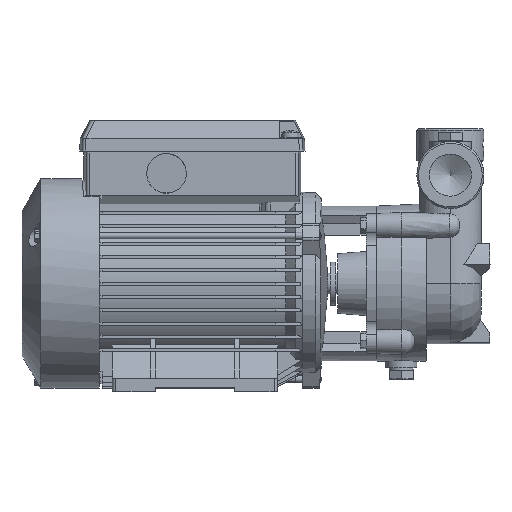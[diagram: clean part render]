
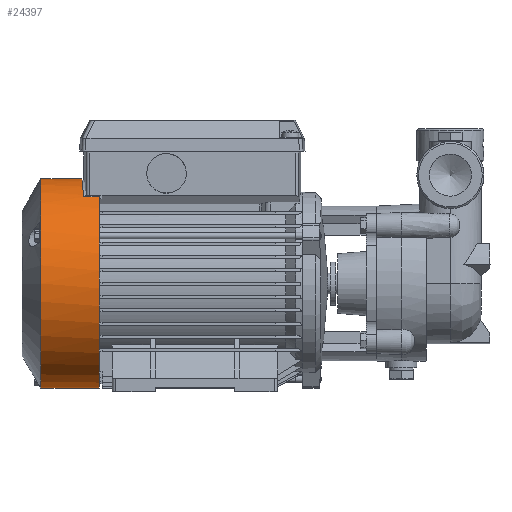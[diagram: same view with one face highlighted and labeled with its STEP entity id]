
A CAD part, front view. The second image highlights one B-rep face of the part: STEP entity #24397.
In plain terms, the highlighted cylindrical face has radius 61 mm (diameter 122 mm), a full revolution.
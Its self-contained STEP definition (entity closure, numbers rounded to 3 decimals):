
#24284=CARTESIAN_POINT('',(-30.448,70.228,-131.491));
#24285=DIRECTION('',(1.,0.,0.));
#24286=DIRECTION('',(0.,0.,-1.));
#24287=AXIS2_PLACEMENT_3D('',#24284,#24285,#24286);
#24288=CYLINDRICAL_SURFACE('',#24287,61.);
#24289=CARTESIAN_POINT('',(-30.448,35.728,-81.184));
#24290=VERTEX_POINT('',#24289);
#24291=CARTESIAN_POINT('',(-30.448,70.228,-192.491));
#24292=VERTEX_POINT('',#24291);
#24293=CARTESIAN_POINT('',(-30.448,70.228,-131.491));
#24294=DIRECTION('',(1.,0.,0.));
#24295=DIRECTION('',(0.,0.,-1.));
#24296=AXIS2_PLACEMENT_3D('',#24293,#24294,#24295);
#24297=CIRCLE('',#24296,61.);
#24298=EDGE_CURVE('',#24290,#24292,#24297,.T.);
#24299=ORIENTED_EDGE('',*,*,#24298,.F.);
#24300=CARTESIAN_POINT('',(-37.811,35.728,-81.184));
#24301=VERTEX_POINT('',#24300);
#24302=CARTESIAN_POINT('',(-30.448,35.728,-81.184));
#24303=DIRECTION('',(-1.,0.,0.0));
#24304=VECTOR('',#24303,7.364);
#24305=LINE('',#24302,#24304);
#24306=EDGE_CURVE('',#24290,#24301,#24305,.T.);
#24307=ORIENTED_EDGE('',*,*,#24306,.T.);
#24308=CARTESIAN_POINT('',(-39.81,37.659,-79.914));
#24309=VERTEX_POINT('',#24308);
#24310=CARTESIAN_POINT('',(-37.811,35.728,-81.184));
#24311=CARTESIAN_POINT('',(-37.899,35.728,-81.184));
#24312=CARTESIAN_POINT('',(-38.13,35.743,-81.174));
#24313=CARTESIAN_POINT('',(-38.481,35.829,-81.115));
#24314=CARTESIAN_POINT('',(-38.848,36.003,-80.997));
#24315=CARTESIAN_POINT('',(-39.227,36.285,-80.807));
#24316=CARTESIAN_POINT('',(-39.552,36.69,-80.537));
#24317=CARTESIAN_POINT('',(-39.756,37.181,-80.218));
#24318=CARTESIAN_POINT('',(-39.805,37.506,-80.01));
#24319=CARTESIAN_POINT('',(-39.81,37.659,-79.914));
#24320=B_SPLINE_CURVE_WITH_KNOTS('',3,(#24310,#24311,#24312,#24313,#24314,#24315,#24316,#24317,#24318,#24319),.UNSPECIFIED.,.F.,.U.,(4,1,1,1,1,1,1,4),(0.0,0.262,0.693,1.091,1.524,2.211,2.83,3.372),.UNSPECIFIED.);
#24321=EDGE_CURVE('',#24301,#24309,#24320,.T.);
#24322=ORIENTED_EDGE('',*,*,#24321,.T.);
#24323=CARTESIAN_POINT('',(-40.948,70.228,-70.491));
#24324=VERTEX_POINT('',#24323);
#24325=CARTESIAN_POINT('',(-40.948,70.228,-131.491));
#24326=DIRECTION('',(-0.999,-0.035,0.));
#24327=DIRECTION('',(-0.035,0.999,0.));
#24328=AXIS2_PLACEMENT_3D('',#24325,#24326,#24327);
#24329=ELLIPSE('',#24328,61.037,61.);
#24330=EDGE_CURVE('',#24309,#24324,#24329,.T.);
#24331=ORIENTED_EDGE('',*,*,#24330,.T.);
#24332=CARTESIAN_POINT('',(-39.81,102.798,-79.914));
#24333=VERTEX_POINT('',#24332);
#24334=CARTESIAN_POINT('',(-40.948,70.228,-131.491));
#24335=DIRECTION('',(-0.999,0.035,0.));
#24336=DIRECTION('',(-0.035,-0.999,0.));
#24337=AXIS2_PLACEMENT_3D('',#24334,#24335,#24336);
#24338=ELLIPSE('',#24337,61.037,61.);
#24339=EDGE_CURVE('',#24324,#24333,#24338,.T.);
#24340=ORIENTED_EDGE('',*,*,#24339,.T.);
#24341=CARTESIAN_POINT('',(-37.811,104.728,-81.184));
#24342=VERTEX_POINT('',#24341);
#24343=CARTESIAN_POINT('',(-39.81,102.798,-79.914));
#24344=CARTESIAN_POINT('',(-39.805,102.953,-80.012));
#24345=CARTESIAN_POINT('',(-39.75,103.312,-80.241));
#24346=CARTESIAN_POINT('',(-39.524,103.817,-80.571));
#24347=CARTESIAN_POINT('',(-39.106,104.298,-80.891));
#24348=CARTESIAN_POINT('',(-38.601,104.597,-81.095));
#24349=CARTESIAN_POINT('',(-38.133,104.713,-81.174));
#24350=CARTESIAN_POINT('',(-37.899,104.728,-81.184));
#24351=CARTESIAN_POINT('',(-37.811,104.728,-81.184));
#24352=B_SPLINE_CURVE_WITH_KNOTS('',3,(#24343,#24344,#24345,#24346,#24347,#24348,#24349,#24350,#24351),.UNSPECIFIED.,.F.,.U.,(4,1,1,1,1,1,4),(0.0,0.55,1.28,1.917,2.67,3.11,3.372),.UNSPECIFIED.);
#24353=EDGE_CURVE('',#24333,#24342,#24352,.T.);
#24354=ORIENTED_EDGE('',*,*,#24353,.T.);
#24355=CARTESIAN_POINT('',(-30.448,104.728,-81.184));
#24356=VERTEX_POINT('',#24355);
#24357=CARTESIAN_POINT('',(-37.811,104.728,-81.184));
#24358=DIRECTION('',(1.,0.,0.0));
#24359=VECTOR('',#24358,7.364);
#24360=LINE('',#24357,#24359);
#24361=EDGE_CURVE('',#24342,#24356,#24360,.T.);
#24362=ORIENTED_EDGE('',*,*,#24361,.T.);
#24363=CARTESIAN_POINT('',(-30.448,70.228,-131.491));
#24364=DIRECTION('',(1.,0.,0.));
#24365=DIRECTION('',(0.,0.,-1.));
#24366=AXIS2_PLACEMENT_3D('',#24363,#24364,#24365);
#24367=CIRCLE('',#24366,61.);
#24368=EDGE_CURVE('',#24292,#24356,#24367,.T.);
#24369=ORIENTED_EDGE('',*,*,#24368,.F.);
#24370=CARTESIAN_POINT('',(-64.478,70.228,-192.491));
#24371=VERTEX_POINT('',#24370);
#24372=CARTESIAN_POINT('',(-30.448,70.228,-192.491));
#24373=DIRECTION('',(-1.,0.,0.0));
#24374=VECTOR('',#24373,34.03);
#24375=LINE('',#24372,#24374);
#24376=EDGE_CURVE('',#24292,#24371,#24375,.T.);
#24377=ORIENTED_EDGE('',*,*,#24376,.T.);
#24378=CARTESIAN_POINT('',(-64.478,70.228,-70.491));
#24379=VERTEX_POINT('',#24378);
#24380=CARTESIAN_POINT('',(-64.478,70.228,-131.491));
#24381=DIRECTION('',(1.,0.,0.));
#24382=DIRECTION('',(0.,0.,-1.));
#24383=AXIS2_PLACEMENT_3D('',#24380,#24381,#24382);
#24384=CIRCLE('',#24383,61.);
#24385=EDGE_CURVE('',#24371,#24379,#24384,.T.);
#24386=ORIENTED_EDGE('',*,*,#24385,.T.);
#24387=CARTESIAN_POINT('',(-64.478,70.228,-131.491));
#24388=DIRECTION('',(1.,0.,0.));
#24389=DIRECTION('',(0.,0.,-1.));
#24390=AXIS2_PLACEMENT_3D('',#24387,#24388,#24389);
#24391=CIRCLE('',#24390,61.);
#24392=EDGE_CURVE('',#24379,#24371,#24391,.T.);
#24393=ORIENTED_EDGE('',*,*,#24392,.T.);
#24394=ORIENTED_EDGE('',*,*,#24376,.F.);
#24395=EDGE_LOOP('',(#24299,#24307,#24322,#24331,#24340,#24354,#24362,#24369,#24377,#24386,#24393,#24394));
#24396=FACE_OUTER_BOUND('',#24395,.T.);
#24397=ADVANCED_FACE('',(#24396),#24288,.T.);
